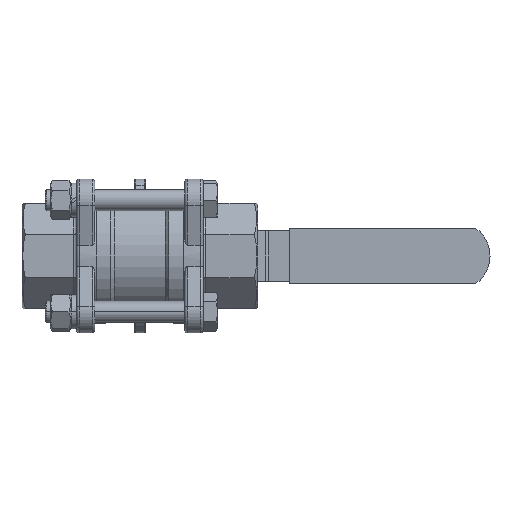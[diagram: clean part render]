
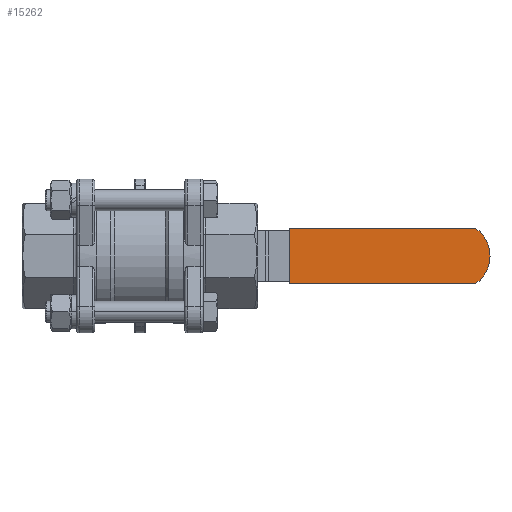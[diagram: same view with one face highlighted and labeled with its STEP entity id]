
A CAD part, front view. The second image highlights one B-rep face of the part: STEP entity #15262.
In plain terms, the highlighted face is planar.
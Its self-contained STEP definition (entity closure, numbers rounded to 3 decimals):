
#692=PLANE('',#16837);
#2212=CIRCLE('',#16835,13.);
#2214=CIRCLE('',#16838,13.);
#6632=ORIENTED_EDGE('',*,*,#8952,.F.);
#6633=ORIENTED_EDGE('',*,*,#8953,.F.);
#6634=ORIENTED_EDGE('',*,*,#8954,.F.);
#6635=ORIENTED_EDGE('',*,*,#8955,.F.);
#6636=ORIENTED_EDGE('',*,*,#8949,.F.);
#8949=EDGE_CURVE('',#10393,#10395,#2212,.T.);
#8952=EDGE_CURVE('',#10397,#10393,#2214,.T.);
#8953=EDGE_CURVE('',#10398,#10397,#11405,.T.);
#8954=EDGE_CURVE('',#10399,#10398,#11406,.T.);
#8955=EDGE_CURVE('',#10395,#10399,#11407,.T.);
#10393=VERTEX_POINT('',#42910);
#10395=VERTEX_POINT('',#42913);
#10397=VERTEX_POINT('',#42919);
#10398=VERTEX_POINT('',#42921);
#10399=VERTEX_POINT('',#42923);
#11405=LINE('',#42920,#12416);
#11406=LINE('',#42922,#12417);
#11407=LINE('',#42924,#12418);
#12416=VECTOR('',#20678,1000.);
#12417=VECTOR('',#20679,1000.);
#12418=VECTOR('',#20680,1000.);
#13366=EDGE_LOOP('',(#6632,#6633,#6634,#6635,#6636));
#14321=FACE_BOUND('',#13366,.T.);
#15262=ADVANCED_FACE('',(#14321),#692,.T.);
#16835=AXIS2_PLACEMENT_3D('',#42912,#20669,#20670);
#16837=AXIS2_PLACEMENT_3D('',#42917,#20674,#20675);
#16838=AXIS2_PLACEMENT_3D('',#42918,#20676,#20677);
#20669=DIRECTION('',(0.,0.,1.));
#20670=DIRECTION('',(-1.,0.,0.));
#20674=DIRECTION('',(0.,0.,-1.));
#20675=DIRECTION('',(-1.,0.,0.));
#20676=DIRECTION('',(0.,0.,1.));
#20677=DIRECTION('',(-1.,0.,0.));
#20678=DIRECTION('',(1.,0.,0.));
#20679=DIRECTION('',(0.,-1.,0.));
#20680=DIRECTION('',(-1.,0.,0.));
#42910=CARTESIAN_POINT('',(75.,9.5,0.));
#42912=CARTESIAN_POINT('',(62.,9.5,0.));
#42913=CARTESIAN_POINT('',(69.665,20.,0.));
#42917=CARTESIAN_POINT('',(-1.,20.,0.));
#42918=CARTESIAN_POINT('',(62.,9.5,0.));
#42919=CARTESIAN_POINT('',(69.665,-1.,0.));
#42920=CARTESIAN_POINT('',(-1.,-1.,0.));
#42921=CARTESIAN_POINT('',(-1.,-1.,0.));
#42922=CARTESIAN_POINT('',(-1.,-1.,0.));
#42923=CARTESIAN_POINT('',(-1.,20.,0.));
#42924=CARTESIAN_POINT('',(-1.,20.,0.));
